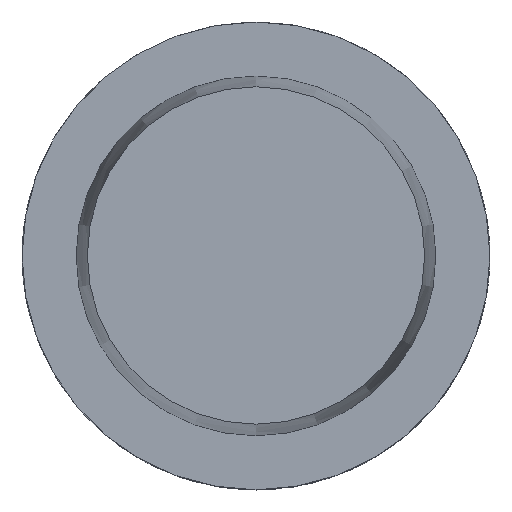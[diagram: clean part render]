
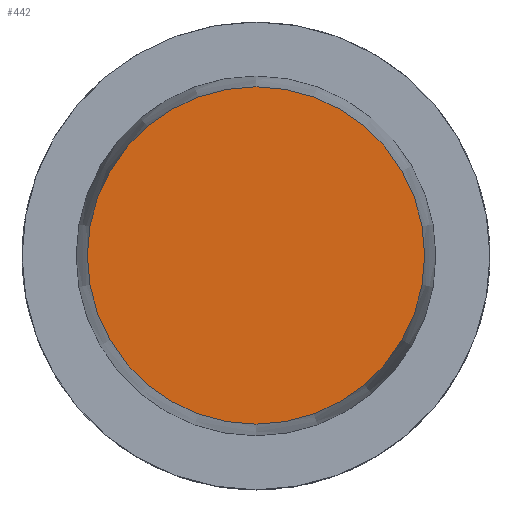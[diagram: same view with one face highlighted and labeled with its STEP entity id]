
A CAD part, top view. The second image highlights one B-rep face of the part: STEP entity #442.
In plain terms, the highlighted planar face has unit normal (0, 0, 1).
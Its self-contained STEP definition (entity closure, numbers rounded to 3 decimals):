
#416=EDGE_CURVE('240[2]',#923,#923,#924,.T.);
#442=ADVANCED_FACE('240[2]',(#958),#959,.T.);
#923=VERTEX_POINT('',#1781);
#924=CIRCLE('',#1782,22.715);
#958=FACE_OUTER_BOUND('',#1839,.T.);
#959=PLANE('',#1840);
#1781=CARTESIAN_POINT('',(0.,-22.715,32.0));
#1782=AXIS2_PLACEMENT_3D('',#2491,#2492,#2493);
#1839=EDGE_LOOP('',(#2529));
#1840=AXIS2_PLACEMENT_3D('',#2530,#2531,#2532);
#2491=CARTESIAN_POINT('',(0.,0.,32.0));
#2492=DIRECTION('',(0.,0.,-1.0));
#2493=DIRECTION('',(0.,-1.0,0.));
#2529=ORIENTED_EDGE('',*,*,#416,.F.);
#2530=CARTESIAN_POINT('',(0.,-11.357,32.0));
#2531=DIRECTION('',(0.,0.,1.0));
#2532=DIRECTION('',(1.0,0.,0.0));
